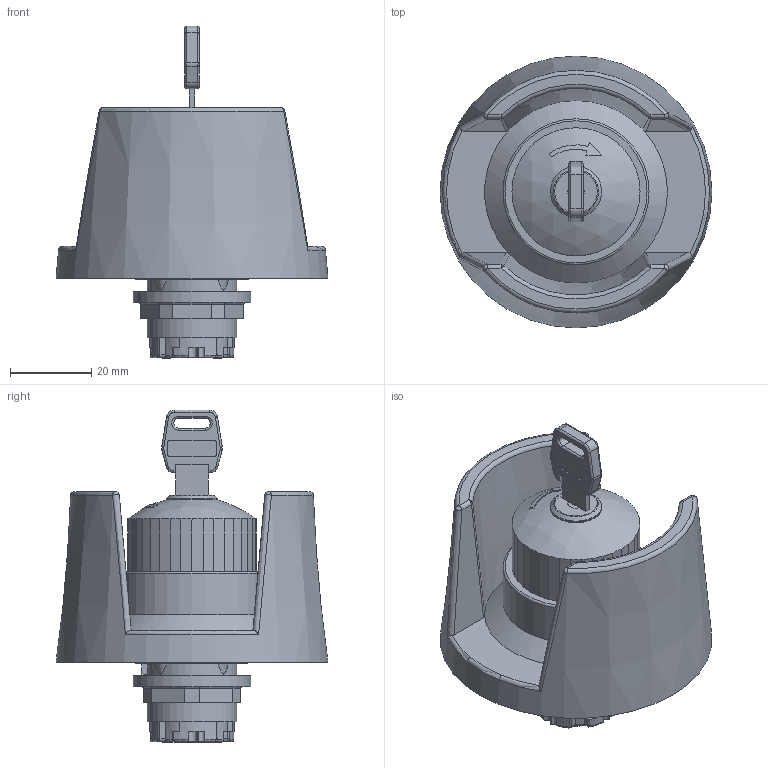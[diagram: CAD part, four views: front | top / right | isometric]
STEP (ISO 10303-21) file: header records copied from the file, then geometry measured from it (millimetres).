
FILE_DESCRIPTION(/* description */ (''),/* implementation_level */ '2;1');
FILE_NAME(/* name */ 'QRSKUVSE.stp',/* time_stamp */ '2017-08-22T10:00:05+02:00',/* author */ ('mharscher'),/* organization */ (''),/* preprocessor_version */ 'ST-DEVELOPER v16.1',/* originating_system */ 'Autodesk Inventor 2016',/* authorisation */ '');
FILE_SCHEMA (('AUTOMOTIVE_DESIGN { 1 0 10303 214 3 1 1 }'));
Length unit declared in the file: centimetre
Products named in the file (1): QRSKUVSE
Bounding box: 67 x 67 x 81.8 mm (x, y, z)
Volume: 59012.4 mm3; surface area: 32791.6 mm2
Topology: 1 solids, 5 shells, 508 faces, 1307 edges, 814 vertices
Faces by surface type: plane 228, cylinder 150, torus 66, bspline 24, sphere 22, cone 18
Full cylindrical faces by diameter (mm): 12.5 x1, 12.65 x2, 22 x2, 22.6 x1, 25.35 x1, 27.65 x1, 28.3 x1, 29 x1, 35 x1, 36 x1, 63.9 x1, 66.1 x1
Entity records: 16482 total; most frequent: CARTESIAN_POINT 4264, DIRECTION 2598, ORIENTED_EDGE 2536, EDGE_CURVE 1264, AXIS2_PLACEMENT_3D 1005, VERTEX_POINT 805, LINE 588, VECTOR 588
